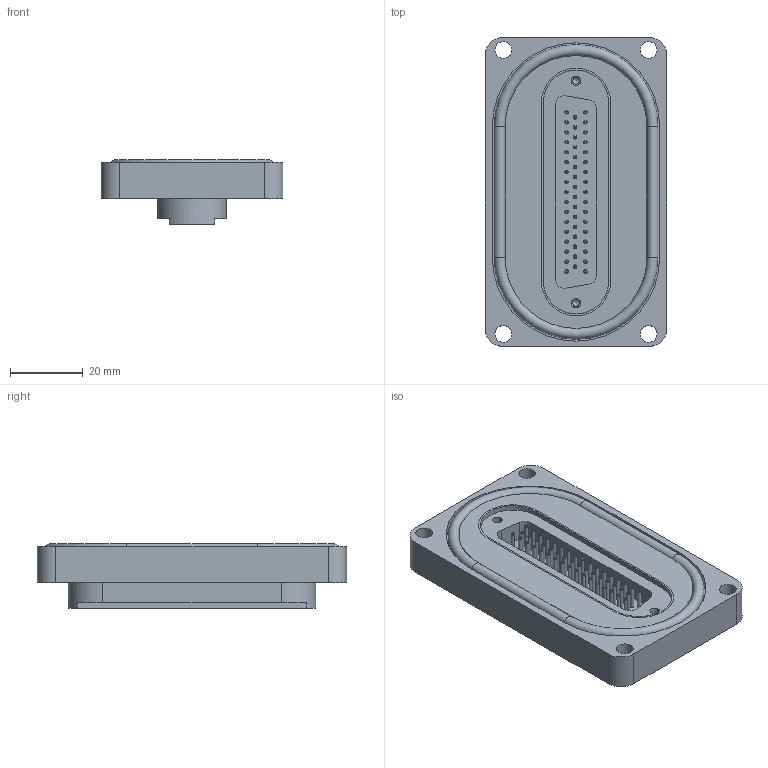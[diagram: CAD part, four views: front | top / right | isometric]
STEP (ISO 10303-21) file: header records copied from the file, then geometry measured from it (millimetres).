
FILE_DESCRIPTION(/* description */ (''),/* implementation_level */ '2;1');
FILE_NAME(/* name */ '215-BP-D50-HC_Allectra_FOR CHECKING.stp',/* time_stamp */ '2018-10-01T09:49:39+02:00',/* author */ ('Remel'),/* organization */ (''),/* preprocessor_version */ 'ST-DEVELOPER v17',/* originating_system */ 'Autodesk Inventor 2018',/* authorisation */ '');
FILE_SCHEMA (('AUTOMOTIVE_DESIGN { 1 0 10303 214 3 1 1 }'));
Length unit declared in the file: millimetre
Products named in the file (3): 215-BP-D50-HC_Allectra; Sub-D50 Allectra HV Elec Feedthrough; 17099 Sub-D 50 Allectra
Assembly tree (2 placements, depth 2):
  215-BP-D50-HC_Allectra
    Sub-D50 Allectra HV Elec Feedthrough
    17099 Sub-D 50 Allectra
Bounding box: 50 x 85 x 17.73 mm (x, y, z)
Volume: 40787.2 mm3; surface area: 22719.1 mm2
Topology: 3 solids, 3 shells, 381 faces, 862 edges, 590 vertices
Faces by surface type: cylinder 136, plane 135, torus 102, cone 8
Full cylindrical faces by diameter (mm): 1 x100, 1.8 x4, 2.54 x4, 3 x2, 4.6 x4
Entity records: 11629 total; most frequent: DIRECTION 2270, CARTESIAN_POINT 1834, ORIENTED_EDGE 1716, AXIS2_PLACEMENT_3D 1026, EDGE_CURVE 858, CIRCLE 640, VERTEX_POINT 590, EDGE_LOOP 500
